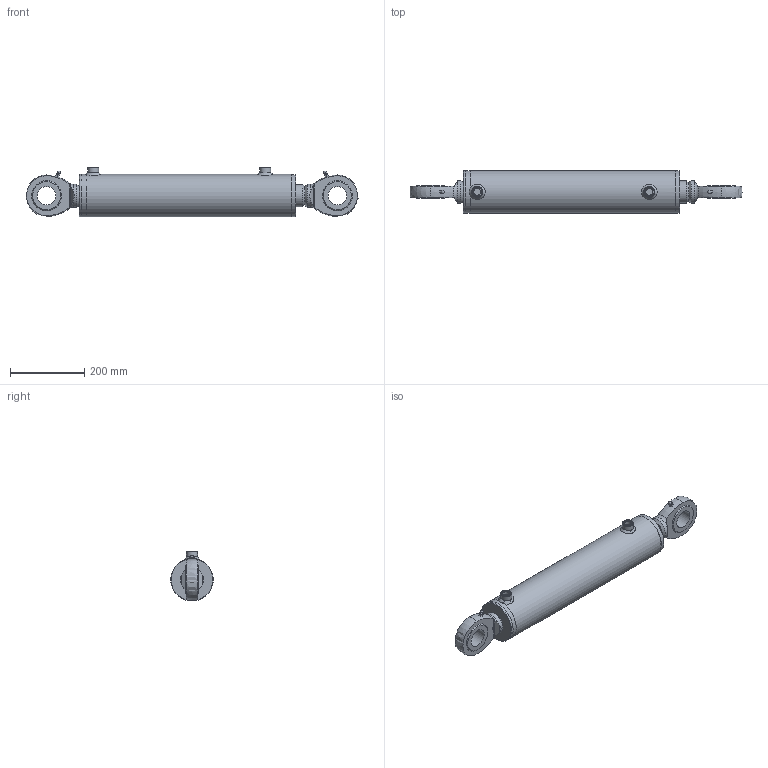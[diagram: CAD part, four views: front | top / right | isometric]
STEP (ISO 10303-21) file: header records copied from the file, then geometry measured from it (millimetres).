
FILE_DESCRIPTION(/* description */ ('Unknown'),/* implementation_level */ '2;1');
FILE_NAME(/* name */ 'M03.3 100 060 400 188299',/* time_stamp */ '2025-09-26T08:58:04+02:00',/* author */ ('Unknown'),/* organization */ ('Unknown'),/* preprocessor_version */ 'ST-DEVELOPER v18.104',/* originating_system */ 'Solid Edge',/* authorisation */ 'Unknown');
FILE_SCHEMA (('AUTOMOTIVE_DESIGN {1 0 10303 214 3 1 1}'));
Length unit declared in the file: millimetre
Products named in the file (3): M03.3 100 060 400 188299; Gelenkauge Ø50 901210; 188155
Assembly tree (3 placements, depth 2):
  M03.3 100 060 400 188299
    Gelenkauge Ø50 901210  x2
    188155
Bounding box: 897.18 x 115 x 135 mm (x, y, z)
Volume: 4487813 mm3; surface area: 757766.6 mm2
Topology: 18 solids, 18 shells, 278 faces, 585 edges, 360 vertices
Faces by surface type: plane 100, cylinder 70, cone 46, torus 44, bspline 14, sphere 4
Full cylindrical faces by diameter (mm): 4.25 x1, 8 x2, 12 x1, 18.631 x2, 19.5 x2, 20.95 x2, 26 x2, 27.621 x2, 30 x2, 32.4 x1, 33 x5, 39.2 x1, 50 x3, 60 x5, 62 x2, 63 x3, 68.6 x1, 72 x1, 75 x1, 91.5 x1, 93.14 x2, 98.05 x2, 99.9 x1, 100 x1, 100.3 x1, 100.5 x1, 100.6 x1, 101 x1, 102 x3, 102.835 x1
Entity records: 9574 total; most frequent: CARTESIAN_POINT 4872, DIRECTION 904, ORIENTED_EDGE 624, AXIS2_PLACEMENT_3D 430, FACE_BOUND 426, EDGE_LOOP 423, EDGE_CURVE 312, VERTEX_POINT 262
